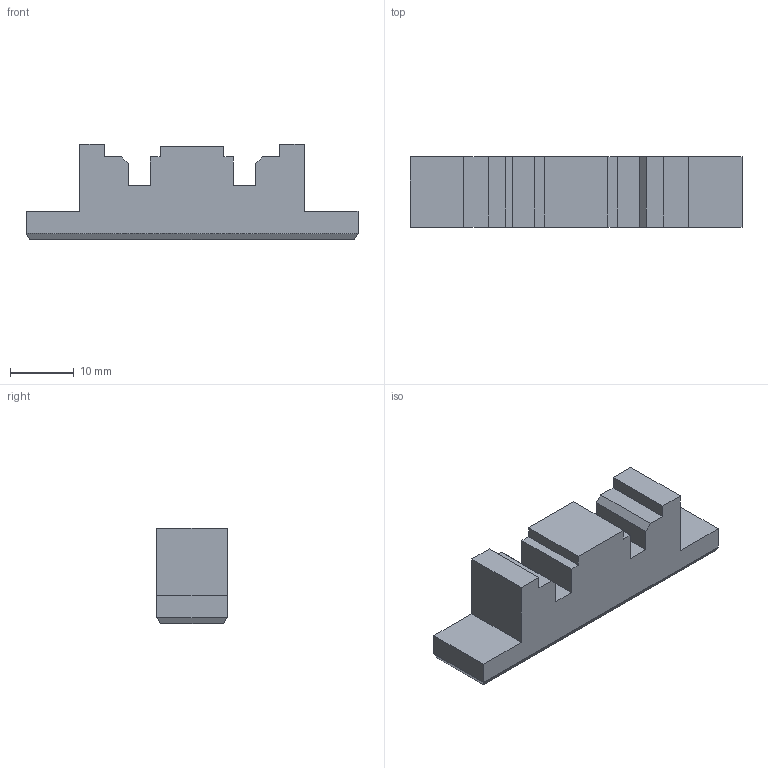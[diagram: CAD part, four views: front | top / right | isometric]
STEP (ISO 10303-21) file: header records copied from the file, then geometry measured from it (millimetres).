
FILE_DESCRIPTION(/* description */ ('STEP AP242','CAx-IF Rec.Pracs.---Representation and Presentation of Product Manufacturing Information (PMI)---4.0---2014-10-13','CAx-IF Rec.Pracs.---3D Tessellated Geometry---0.4---2014-09-14','2;1'),/* implementation_level */ '2;1');
FILE_NAME(/* name */ '633f05b4d4c53f7121e7cd8e',/* time_stamp */ '2022-10-06T16:43:33+00:00',/* author */ (''),/* organization */ (''),/* preprocessor_version */ 'ST-DEVELOPER v18.102',/* originating_system */ ' ',/* authorisation */ ' ');
FILE_SCHEMA (('AP242_MANAGED_MODEL_BASED_3D_ENGINEERING_MIM_LF { 1 0 10303 442 1 1 4 }'));
Length unit declared in the file: metre
Products named in the file (1): Holder
Bounding box: 52 x 11 x 15 mm (x, y, z)
Volume: 5830.4 mm3; surface area: 2752.5 mm2
Topology: 1 solids, 1 shells, 32 faces, 86 edges, 56 vertices
Faces by surface type: plane 32
Entity records: 1000 total; most frequent: CARTESIAN_POINT 175, ORIENTED_EDGE 172, DIRECTION 152, EDGE_CURVE 86, LINE 86, VECTOR 86, VERTEX_POINT 56, AXIS2_PLACEMENT_3D 33
